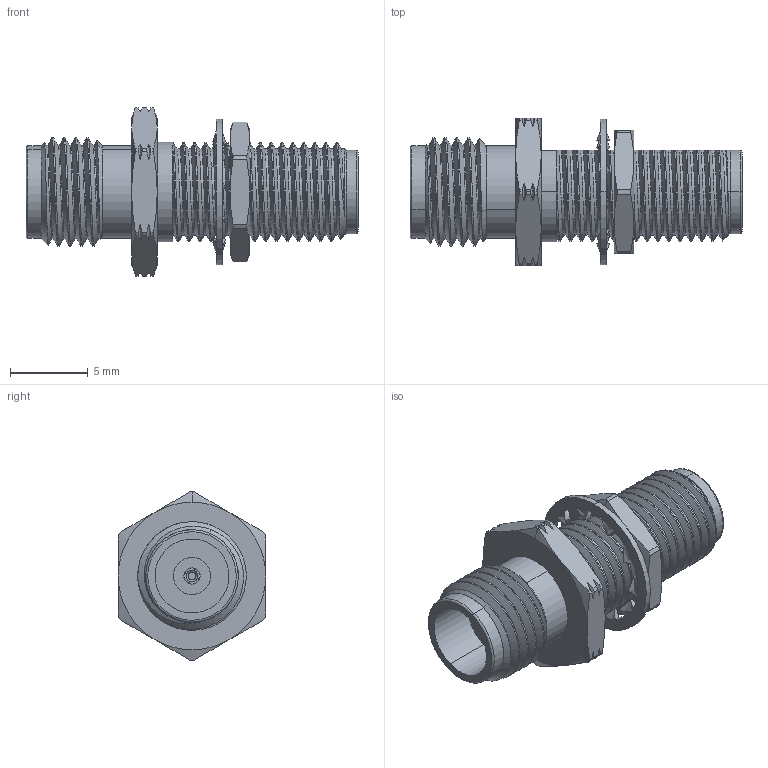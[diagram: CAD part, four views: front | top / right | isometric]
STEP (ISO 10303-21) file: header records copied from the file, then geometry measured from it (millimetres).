
FILE_DESCRIPTION (( 'STEP AP203' ), '1' );
FILE_NAME ('SM3015.step', '2018-08-09T22:49:45', ( '' ), ( '' ), 'SwSTEP 2.0', 'SolidWorks 2017', '' );
FILE_SCHEMA (( 'CONFIG_CONTROL_DESIGN' ));
Length unit declared in the file: inch
Products named in the file (1): SM3015
Bounding box: 21.41 x 9.53 x 10.84 mm (x, y, z)
Volume: 624 mm3; surface area: 1109.6 mm2
Topology: 5 solids, 5 shells, 384 faces, 1104 edges, 737 vertices
Faces by surface type: cylinder 127, bspline 97, cone 81, plane 75, torus 4
Entity records: 36289 total; most frequent: CARTESIAN_POINT 27360, ORIENTED_EDGE 2208, DIRECTION 1463, EDGE_CURVE 1104, VERTEX_POINT 737, AXIS2_PLACEMENT_3D 564, EDGE_LOOP 399, ADVANCED_FACE 384
